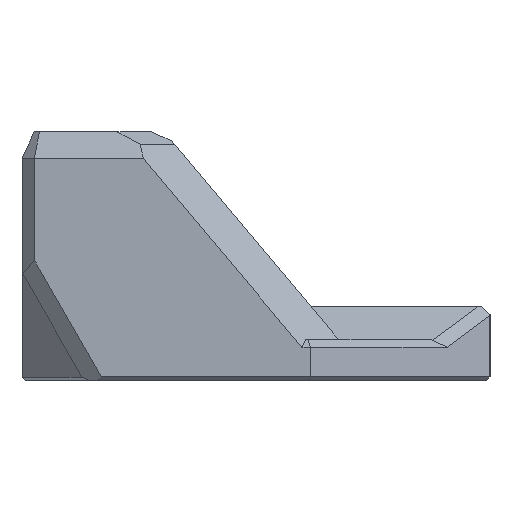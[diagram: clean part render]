
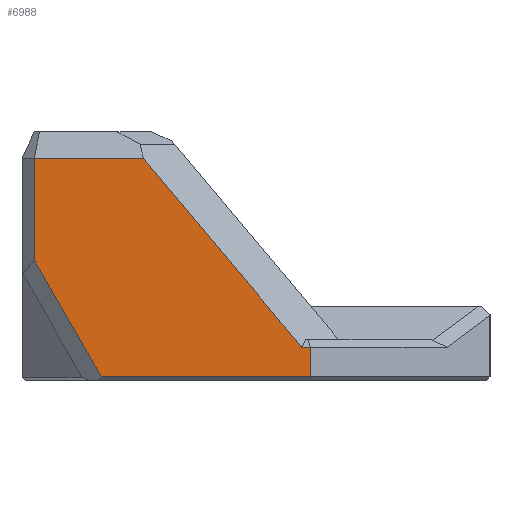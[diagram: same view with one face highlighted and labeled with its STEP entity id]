
A CAD part, left-side view. The second image highlights one B-rep face of the part: STEP entity #6988.
In plain terms, the highlighted planar face has unit normal (-1, 0, 0).
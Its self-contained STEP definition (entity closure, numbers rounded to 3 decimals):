
#512=FACE_OUTER_BOUND('',#949,.T.);
#949=EDGE_LOOP('',(#5014,#5015,#5016,#5017,#5018,#5019,#5020));
#1485=LINE('',#10449,#2287);
#1503=LINE('',#10483,#2305);
#1521=LINE('',#10520,#2323);
#1561=LINE('',#10597,#2363);
#1562=LINE('',#10600,#2364);
#1563=LINE('',#10602,#2365);
#1564=LINE('',#10603,#2366);
#2287=VECTOR('',#8308,10.);
#2305=VECTOR('',#8344,10.);
#2323=VECTOR('',#8374,10.);
#2363=VECTOR('',#8448,10.);
#2364=VECTOR('',#8451,10.);
#2365=VECTOR('',#8452,10.);
#2366=VECTOR('',#8453,10.);
#3053=VERTEX_POINT('',#10447);
#3054=VERTEX_POINT('',#10448);
#3061=VERTEX_POINT('',#10482);
#3073=VERTEX_POINT('',#10517);
#3074=VERTEX_POINT('',#10519);
#3095=VERTEX_POINT('',#10599);
#3096=VERTEX_POINT('',#10601);
#3726=EDGE_CURVE('',#3053,#3054,#1485,.T.);
#3744=EDGE_CURVE('',#3054,#3061,#1503,.T.);
#3762=EDGE_CURVE('',#3073,#3074,#1521,.T.);
#3802=EDGE_CURVE('',#3053,#3074,#1561,.T.);
#3803=EDGE_CURVE('',#3095,#3073,#1562,.T.);
#3804=EDGE_CURVE('',#3096,#3095,#1563,.T.);
#3805=EDGE_CURVE('',#3061,#3096,#1564,.T.);
#5014=ORIENTED_EDGE('',*,*,#3726,.F.);
#5015=ORIENTED_EDGE('',*,*,#3802,.T.);
#5016=ORIENTED_EDGE('',*,*,#3762,.F.);
#5017=ORIENTED_EDGE('',*,*,#3803,.F.);
#5018=ORIENTED_EDGE('',*,*,#3804,.F.);
#5019=ORIENTED_EDGE('',*,*,#3805,.F.);
#5020=ORIENTED_EDGE('',*,*,#3744,.F.);
#6696=PLANE('',#7448);
#6988=ADVANCED_FACE('',(#512),#6696,.T.);
#7448=AXIS2_PLACEMENT_3D('',#10598,#8449,#8450);
#8308=DIRECTION('',(0.,1.,0.));
#8344=DIRECTION('',(0.,0.497,0.868));
#8374=DIRECTION('',(0.,-1.,0.));
#8448=DIRECTION('',(0.,0.,1.));
#8449=DIRECTION('center_axis',(-1.,0.,0.));
#8450=DIRECTION('ref_axis',(0.,-1.,0.));
#8451=DIRECTION('',(0.,-0.643,-0.766));
#8452=DIRECTION('',(0.,-1.,0.));
#8453=DIRECTION('',(0.,0.,1.));
#10447=CARTESIAN_POINT('',(-75.07,-5.,0.4));
#10448=CARTESIAN_POINT('',(-75.07,20.376,0.4));
#10449=CARTESIAN_POINT('',(-75.07,15.8,0.4));
#10482=CARTESIAN_POINT('',(-75.07,28.5,14.593));
#10483=CARTESIAN_POINT('',(-75.07,19.859,-0.504));
#10517=CARTESIAN_POINT('',(-75.07,-3.974,4.));
#10519=CARTESIAN_POINT('',(-75.07,-5.,4.));
#10520=CARTESIAN_POINT('',(-75.07,7.05,4.));
#10597=CARTESIAN_POINT('',(-75.07,-5.,0.));
#10598=CARTESIAN_POINT('Origin',(-75.07,30.,0.));
#10599=CARTESIAN_POINT('',(-75.07,15.269,26.933));
#10600=CARTESIAN_POINT('',(-75.07,0.186,8.958));
#10601=CARTESIAN_POINT('',(-75.07,28.5,26.933));
#10602=CARTESIAN_POINT('',(-75.07,21.25,26.933));
#10603=CARTESIAN_POINT('',(-75.07,28.5,0.));
